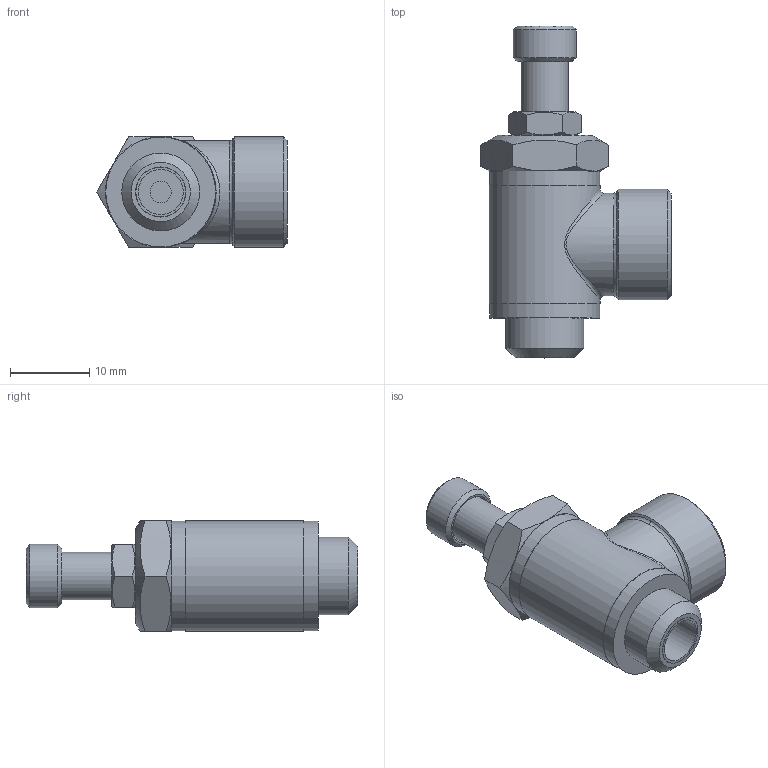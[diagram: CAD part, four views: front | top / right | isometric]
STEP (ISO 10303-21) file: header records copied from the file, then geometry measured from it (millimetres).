
FILE_DESCRIPTION(( 'MV.40.00.18V.stp' ), '1');
FILE_NAME( 'MV.40.00.18V.stp', '2019-06-20T08:27:11',( 'Sopra'),('sopra-pneumatic.com'), 'SwSTEP 2.0','SolidWorks 2009','' );
FILE_SCHEMA( ( 'CONFIG_CONTROL_DESIGN' ) );
Length unit declared in the file: millimetre
Products named in the file (2): 04300V01; NONE
Assembly tree (1 placements, depth 2):
  04300V01
    NONE
Bounding box: 24.08 x 42 x 14 mm (x, y, z)
Volume: 5314.8 mm3; surface area: 2676.8 mm2
Topology: 1 solids, 3 shells, 65 faces, 130 edges, 83 vertices
Faces by surface type: plane 28, cone 17, cylinder 16, bspline 4
Full cylindrical faces by diameter (mm): 2.7 x1, 5.7 x1, 6 x1, 8 x1, 8.566 x1, 8.57 x1, 9.85 x1, 13 x1, 13.9 x2, 14 x2
Entity records: 2432 total; most frequent: CARTESIAN_POINT 1171, DIRECTION 236, ORIENTED_EDGE 206, AXIS2_PLACEMENT_3D 111, EDGE_CURVE 103, EDGE_LOOP 100, VERTEX_POINT 79, FACE_OUTER_BOUND 77
